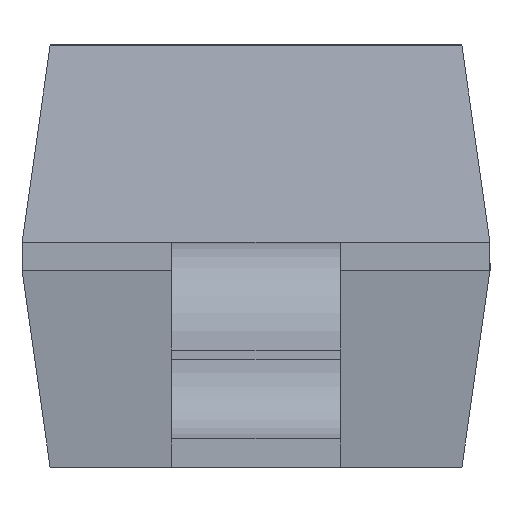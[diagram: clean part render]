
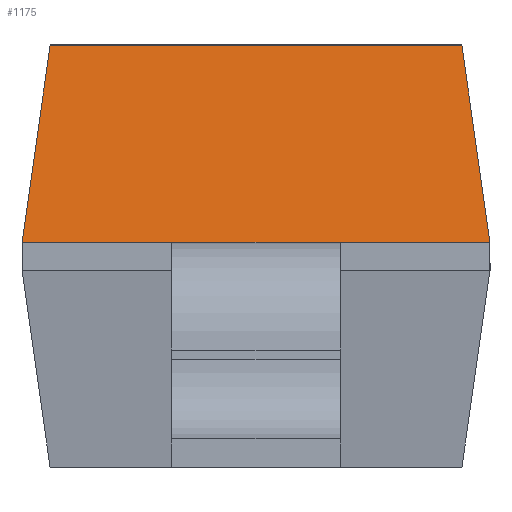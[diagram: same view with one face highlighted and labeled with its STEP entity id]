
A CAD part, left-side view. The second image highlights one B-rep face of the part: STEP entity #1175.
In plain terms, the highlighted planar face has unit normal (-0.99, 0, 0.141).
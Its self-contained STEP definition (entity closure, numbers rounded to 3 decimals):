
#6 = CARTESIAN_POINT ( 'NONE',  ( -3.5, 7.3, 2.4 ) ) ;
#25 = PLANE ( 'NONE',  #499 ) ;
#27 = CARTESIAN_POINT ( 'NONE',  ( -3.5, -0.9, 2.4 ) ) ;
#36 = LINE ( 'NONE', #1970, #2098 ) ;
#45 = ORIENTED_EDGE ( 'NONE', *, *, #1464, .F. ) ;
#85 = CARTESIAN_POINT ( 'NONE',  ( -3.2, 7.3, 4.5 ) ) ;
#177 = CARTESIAN_POINT ( 'NONE',  ( -3.5, -2.5, 2.4 ) ) ;
#217 = VERTEX_POINT ( 'NONE', #1425 ) ;
#225 = LINE ( 'NONE', #6, #1706 ) ;
#258 = EDGE_CURVE ( 'NONE', #1071, #660, #696, .T. ) ;
#265 = DIRECTION ( 'NONE',  ( 0., -1., 0. ) ) ;
#312 = LINE ( 'NONE', #85, #728 ) ;
#484 = CARTESIAN_POINT ( 'NONE',  ( -3.5, 7.3, 2.4 ) ) ;
#494 = DIRECTION ( 'NONE',  ( 0.14, -0.14, 0.98 ) ) ;
#499 = AXIS2_PLACEMENT_3D ( 'NONE', #1955, #1736, #1528 ) ;
#539 = VECTOR ( 'NONE', #265, 1000. ) ;
#660 = VERTEX_POINT ( 'NONE', #1788 ) ;
#696 = LINE ( 'NONE', #484, #539 ) ;
#703 = CARTESIAN_POINT ( 'NONE',  ( -3.5, 2.5, 2.4 ) ) ;
#728 = VECTOR ( 'NONE', #2022, 1000. ) ;
#734 = VERTEX_POINT ( 'NONE', #27 ) ;
#756 = DIRECTION ( 'NONE',  ( -0.14, -0.14, -0.98 ) ) ;
#825 = FACE_OUTER_BOUND ( 'NONE', #2091, .T. ) ;
#921 = CARTESIAN_POINT ( 'NONE',  ( -3.2, 2.2, 4.5 ) ) ;
#935 = LINE ( 'NONE', #703, #1076 ) ;
#952 = CARTESIAN_POINT ( 'NONE',  ( -3.5, 2.5, 2.4 ) ) ;
#990 = CARTESIAN_POINT ( 'NONE',  ( -3.2, -2.2, 4.5 ) ) ;
#1045 = ORIENTED_EDGE ( 'NONE', *, *, #258, .T. ) ;
#1071 = VERTEX_POINT ( 'NONE', #952 ) ;
#1076 = VECTOR ( 'NONE', #494, 1000. ) ;
#1175 = ADVANCED_FACE ( 'NONE', ( #825 ), #25, .T. ) ;
#1222 = LINE ( 'NONE', #990, #2102 ) ;
#1247 = ORIENTED_EDGE ( 'NONE', *, *, #1652, .T. ) ;
#1281 = VERTEX_POINT ( 'NONE', #921 ) ;
#1292 = EDGE_CURVE ( 'NONE', #734, #2080, #36, .T. ) ;
#1379 = ORIENTED_EDGE ( 'NONE', *, *, #1292, .T. ) ;
#1425 = CARTESIAN_POINT ( 'NONE',  ( -3.2, -2.2, 4.5 ) ) ;
#1464 = EDGE_CURVE ( 'NONE', #1071, #1281, #935, .T. ) ;
#1528 = DIRECTION ( 'NONE',  ( 0.141, 0., 0.99 ) ) ;
#1652 = EDGE_CURVE ( 'NONE', #660, #734, #225, .T. ) ;
#1706 = VECTOR ( 'NONE', #1938, 1000. ) ;
#1736 = DIRECTION ( 'NONE',  ( -0.99, 0., 0.141 ) ) ;
#1753 = ORIENTED_EDGE ( 'NONE', *, *, #1903, .T. ) ;
#1756 = DIRECTION ( 'NONE',  ( 0., -1., 0. ) ) ;
#1788 = CARTESIAN_POINT ( 'NONE',  ( -3.5, 0.9, 2.4 ) ) ;
#1818 = ORIENTED_EDGE ( 'NONE', *, *, #1951, .F. ) ;
#1903 = EDGE_CURVE ( 'NONE', #217, #1281, #312, .T. ) ;
#1938 = DIRECTION ( 'NONE',  ( 0., -1., 0. ) ) ;
#1951 = EDGE_CURVE ( 'NONE', #217, #2080, #1222, .T. ) ;
#1955 = CARTESIAN_POINT ( 'NONE',  ( -3.5, 7.3, 2.4 ) ) ;
#1970 = CARTESIAN_POINT ( 'NONE',  ( -3.5, 7.3, 2.4 ) ) ;
#2022 = DIRECTION ( 'NONE',  ( 0., 1., 0. ) ) ;
#2080 = VERTEX_POINT ( 'NONE', #177 ) ;
#2091 = EDGE_LOOP ( 'NONE', ( #1753, #45, #1045, #1247, #1379, #1818 ) ) ;
#2098 = VECTOR ( 'NONE', #1756, 1000. ) ;
#2102 = VECTOR ( 'NONE', #756, 1000. ) ;
